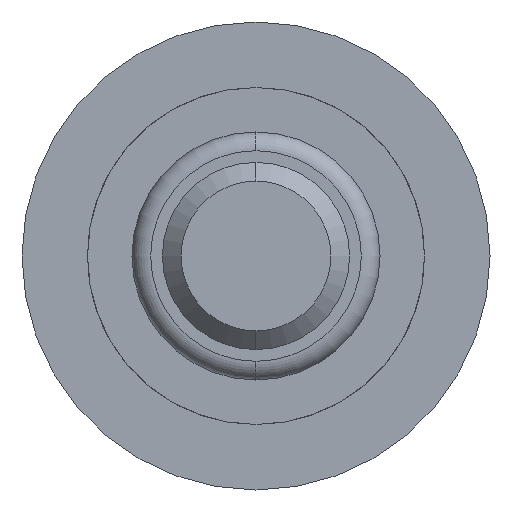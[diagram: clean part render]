
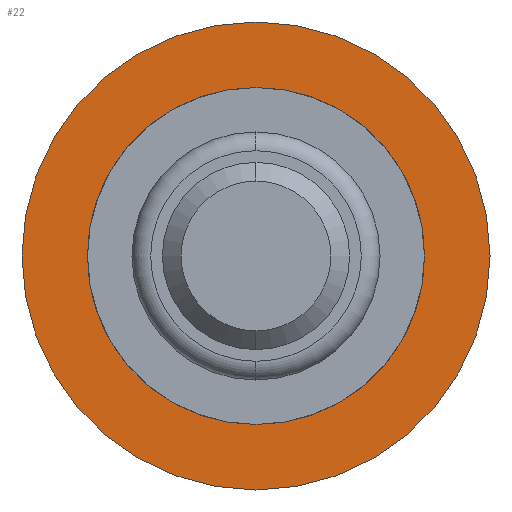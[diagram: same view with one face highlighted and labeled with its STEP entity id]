
A CAD part, front view. The second image highlights one B-rep face of the part: STEP entity #22.
In plain terms, the highlighted planar face has unit normal (0, -1, 0).
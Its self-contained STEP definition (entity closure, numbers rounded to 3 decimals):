
#22 = ADVANCED_FACE ( 'Defeature ausgef�hrt4_24', ( #759, #3934 ), #1289, .T. ) ;
#33 = EDGE_CURVE ( 'Defeature ausgef�hrt4_32+Defeature ausgef�hrt4_24+Defeature ausgef�hrt4_24+Defeature ausgef�hrt4_24', #4797, #2422, #2182, .T. ) ;
#58 = DIRECTION ( 'NONE',  ( 0., -1., 0. ) ) ;
#144 = DIRECTION ( 'NONE',  ( -0.839, 0., 0.545 ) ) ;
#532 = CARTESIAN_POINT ( 'NONE',  ( 0., 5.5, 1.075 ) ) ;
#647 = LINE ( 'NONE', #2934, #4004 ) ;
#678 = EDGE_LOOP ( 'NONE', ( #3699, #2947, #1868, #3610 ) ) ;
#759 = FACE_OUTER_BOUND ( 'NONE', #1966, .T. ) ;
#1085 = AXIS2_PLACEMENT_3D ( 'NONE', #3497, #1125, #4326 ) ;
#1125 = DIRECTION ( 'NONE',  ( 0., 1., 0. ) ) ;
#1268 = VECTOR ( 'NONE', #1489, 1000. ) ;
#1280 = CARTESIAN_POINT ( 'NONE',  ( 0., 5.5, 2.5 ) ) ;
#1289 = PLANE ( 'NONE',  #4740 ) ;
#1475 = CARTESIAN_POINT ( 'NONE',  ( 1.655, 5.5, 0. ) ) ;
#1489 = DIRECTION ( 'NONE',  ( 0.839, 0., 0.545 ) ) ;
#1708 = CARTESIAN_POINT ( 'NONE',  ( 0., 5.5, -1.075 ) ) ;
#1868 = ORIENTED_EDGE ( 'NONE', *, *, #2683, .F. ) ;
#1958 = VECTOR ( 'NONE', #3665, 1000. ) ;
#1966 = EDGE_LOOP ( 'NONE', ( #4173, #4854 ) ) ;
#2169 = LINE ( 'NONE', #2476, #2718 ) ;
#2182 = CIRCLE ( 'NONE', #3958, 2.5 ) ;
#2265 = CARTESIAN_POINT ( 'NONE',  ( 0., 5.5, -2.5 ) ) ;
#2298 = EDGE_CURVE ( 'Defeature ausgef�hrt4_26+Defeature ausgef�hrt4_24+Defeature ausgef�hrt4_27+Defeature ausgef�hrt4_25', #4566, #4440, #2169, .T. ) ;
#2422 = VERTEX_POINT ( 'NONE', #2265 ) ;
#2429 = EDGE_CURVE ( 'Defeature ausgef�hrt4_32+Defeature ausgef�hrt4_24+Defeature ausgef�hrt4_24+Defeature ausgef�hrt4_24', #2422, #4797, #4842, .T. ) ;
#2476 = CARTESIAN_POINT ( 'NONE',  ( 0., 5.5, 1.075 ) ) ;
#2683 = EDGE_CURVE ( 'Defeature ausgef�hrt4_28+Defeature ausgef�hrt4_24+Defeature ausgef�hrt4_25+Defeature ausgef�hrt4_27', #4180, #3875, #647, .T. ) ;
#2718 = VECTOR ( 'NONE', #144, 1000. ) ;
#2934 = CARTESIAN_POINT ( 'NONE',  ( 0., 5.5, -1.075 ) ) ;
#2947 = ORIENTED_EDGE ( 'NONE', *, *, #4958, .F. ) ;
#3175 = DIRECTION ( 'NONE',  ( 0., 0., -1. ) ) ;
#3211 = CARTESIAN_POINT ( 'NONE',  ( 0., 5.5, 0. ) ) ;
#3424 = CARTESIAN_POINT ( 'NONE',  ( -1.655, 5.5, 0. ) ) ;
#3497 = CARTESIAN_POINT ( 'NONE',  ( 0., 5.5, 0. ) ) ;
#3561 = DIRECTION ( 'NONE',  ( 0., 0., -1. ) ) ;
#3610 = ORIENTED_EDGE ( 'NONE', *, *, #3909, .F. ) ;
#3665 = DIRECTION ( 'NONE',  ( -0.839, 0., -0.545 ) ) ;
#3698 = CARTESIAN_POINT ( 'NONE',  ( -1.655, 5.5, 0. ) ) ;
#3699 = ORIENTED_EDGE ( 'NONE', *, *, #2298, .F. ) ;
#3875 = VERTEX_POINT ( 'NONE', #1708 ) ;
#3891 = LINE ( 'NONE', #4191, #1268 ) ;
#3909 = EDGE_CURVE ( 'Defeature ausgef�hrt4_25+Defeature ausgef�hrt4_24+Defeature ausgef�hrt4_26+Defeature ausgef�hrt4_28', #4440, #4180, #4023, .T. ) ;
#3934 = FACE_BOUND ( 'NONE', #678, .T. ) ;
#3958 = AXIS2_PLACEMENT_3D ( 'NONE', #3211, #4785, #3175 ) ;
#4004 = VECTOR ( 'NONE', #4523, 1000. ) ;
#4023 = LINE ( 'NONE', #3698, #1958 ) ;
#4173 = ORIENTED_EDGE ( 'NONE', *, *, #2429, .F. ) ;
#4180 = VERTEX_POINT ( 'NONE', #3424 ) ;
#4191 = CARTESIAN_POINT ( 'NONE',  ( 1.655, 5.5, 0. ) ) ;
#4326 = DIRECTION ( 'NONE',  ( 0., 0., -1. ) ) ;
#4440 = VERTEX_POINT ( 'NONE', #532 ) ;
#4523 = DIRECTION ( 'NONE',  ( 0.839, 0., -0.545 ) ) ;
#4566 = VERTEX_POINT ( 'NONE', #1475 ) ;
#4740 = AXIS2_PLACEMENT_3D ( 'NONE', #4766, #58, #3561 ) ;
#4766 = CARTESIAN_POINT ( 'NONE',  ( 0., 5.5, 0. ) ) ;
#4785 = DIRECTION ( 'NONE',  ( 0., 1., 0. ) ) ;
#4797 = VERTEX_POINT ( 'NONE', #1280 ) ;
#4842 = CIRCLE ( 'NONE', #1085, 2.5 ) ;
#4854 = ORIENTED_EDGE ( 'NONE', *, *, #33, .F. ) ;
#4958 = EDGE_CURVE ( 'Defeature ausgef�hrt4_27+Defeature ausgef�hrt4_24+Defeature ausgef�hrt4_28+Defeature ausgef�hrt4_26', #3875, #4566, #3891, .T. ) ;
